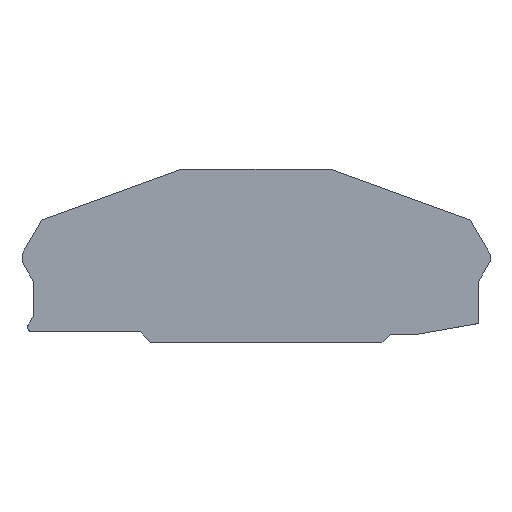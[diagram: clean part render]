
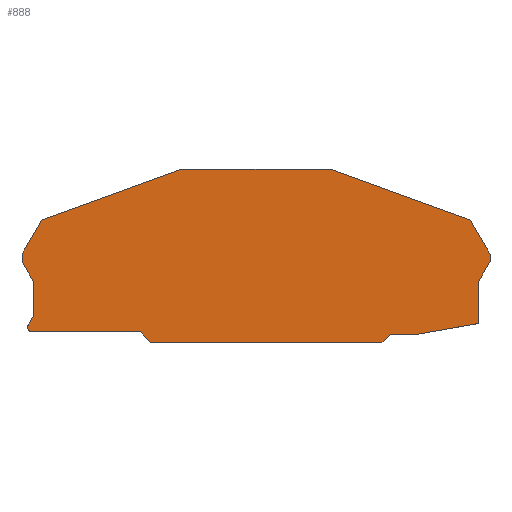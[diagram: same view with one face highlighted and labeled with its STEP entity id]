
A CAD part, top view. The second image highlights one B-rep face of the part: STEP entity #888.
In plain terms, the highlighted planar face has unit normal (0, 0, 1).
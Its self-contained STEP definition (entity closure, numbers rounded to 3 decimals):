
#238=DIRECTION('',(1.,0.,0.));
#239=VECTOR('',#238,19.3);
#240=CARTESIAN_POINT('',(-40.,2.7,2.));
#241=LINE('',#240,#239);
#254=DIRECTION('',(-1.,0.,0.));
#255=VECTOR('',#254,5.028);
#256=CARTESIAN_POINT('',(29.028,2.3,2.));
#257=LINE('',#256,#255);
#258=DIRECTION('',(0.707,0.707,0.));
#259=VECTOR('',#258,2.121);
#260=CARTESIAN_POINT('',(22.5,0.8,2.));
#261=LINE('',#260,#259);
#262=DIRECTION('',(-1.,0.,0.));
#263=VECTOR('',#262,41.3);
#264=CARTESIAN_POINT('',(22.5,0.8,2.));
#265=LINE('',#264,#263);
#266=DIRECTION('',(-0.707,0.707,0.));
#267=VECTOR('',#266,2.687);
#268=CARTESIAN_POINT('',(-18.8,0.8,2.));
#269=LINE('',#268,#267);
#270=CARTESIAN_POINT('',(-40.,3.5,2.));
#271=DIRECTION('',(0.,0.,1.));
#272=DIRECTION('',(-0.866,0.5,0.));
#273=AXIS2_PLACEMENT_3D('',#270,#271,#272);
#275=DIRECTION('',(-0.5,-0.866,0.));
#276=VECTOR('',#275,1.786);
#277=CARTESIAN_POINT('',(-39.8,5.446,2.));
#278=LINE('',#277,#276);
#279=DIRECTION('',(0.,-1.,0.));
#280=VECTOR('',#279,6.314);
#281=CARTESIAN_POINT('',(-39.8,11.76,2.));
#282=LINE('',#281,#280);
#283=DIRECTION('',(0.5,-0.866,0.));
#284=VECTOR('',#283,4.);
#285=CARTESIAN_POINT('',(-41.8,15.224,2.));
#286=LINE('',#285,#284);
#287=DIRECTION('',(0.,1.,0.));
#288=VECTOR('',#287,1.362);
#289=CARTESIAN_POINT('',(-41.8,15.224,2.));
#290=LINE('',#289,#288);
#291=DIRECTION('',(-0.5,-0.866,0.));
#292=VECTOR('',#291,7.);
#293=CARTESIAN_POINT('',(-38.3,22.648,2.));
#294=LINE('',#293,#292);
#295=DIRECTION('',(-0.94,-0.342,0.));
#296=VECTOR('',#295,26.466);
#297=CARTESIAN_POINT('',(-13.43,31.7,2.));
#298=LINE('',#297,#296);
#299=DIRECTION('',(1.,0.,0.));
#300=VECTOR('',#299,26.86);
#301=CARTESIAN_POINT('',(-13.43,31.7,2.));
#302=LINE('',#301,#300);
#303=DIRECTION('',(-0.94,0.342,0.));
#304=VECTOR('',#303,26.466);
#305=CARTESIAN_POINT('',(38.3,22.648,2.));
#306=LINE('',#305,#304);
#307=DIRECTION('',(-0.5,0.866,0.));
#308=VECTOR('',#307,7.);
#309=CARTESIAN_POINT('',(41.8,16.586,2.));
#310=LINE('',#309,#308);
#311=DIRECTION('',(0.,-1.,0.));
#312=VECTOR('',#311,1.362);
#313=CARTESIAN_POINT('',(41.8,16.586,2.));
#314=LINE('',#313,#312);
#315=DIRECTION('',(0.5,0.866,0.));
#316=VECTOR('',#315,4.);
#317=CARTESIAN_POINT('',(39.8,11.76,2.));
#318=LINE('',#317,#316);
#319=DIRECTION('',(0.,-1.,0.));
#320=VECTOR('',#319,7.561);
#321=CARTESIAN_POINT('',(39.8,11.76,2.));
#322=LINE('',#321,#320);
#323=DIRECTION('',(0.985,0.174,0.));
#324=VECTOR('',#323,10.938);
#325=CARTESIAN_POINT('',(29.028,2.3,2.));
#326=LINE('',#325,#324);
#391=CARTESIAN_POINT('',(38.3,22.648,2.));
#392=CARTESIAN_POINT('',(13.43,31.7,2.));
#393=VERTEX_POINT('',#391);
#394=VERTEX_POINT('',#392);
#395=CARTESIAN_POINT('',(-13.43,31.7,2.));
#396=CARTESIAN_POINT('',(-38.3,22.648,2.));
#397=VERTEX_POINT('',#395);
#398=VERTEX_POINT('',#396);
#403=CARTESIAN_POINT('',(41.8,16.586,2.));
#404=VERTEX_POINT('',#403);
#405=CARTESIAN_POINT('',(-41.8,16.586,2.));
#406=VERTEX_POINT('',#405);
#411=CARTESIAN_POINT('',(39.8,11.76,2.));
#412=CARTESIAN_POINT('',(41.8,15.224,2.));
#413=VERTEX_POINT('',#411);
#414=VERTEX_POINT('',#412);
#419=CARTESIAN_POINT('',(-39.8,11.76,2.));
#420=VERTEX_POINT('',#419);
#421=CARTESIAN_POINT('',(-41.8,15.224,2.));
#422=VERTEX_POINT('',#421);
#424=CARTESIAN_POINT('',(39.8,4.199,2.));
#426=VERTEX_POINT('',#424);
#427=CARTESIAN_POINT('',(-40.693,3.9,2.));
#428=CARTESIAN_POINT('',(-40.,2.7,2.));
#429=VERTEX_POINT('',#427);
#430=VERTEX_POINT('',#428);
#436=CARTESIAN_POINT('',(-39.8,5.446,2.));
#438=VERTEX_POINT('',#436);
#483=CARTESIAN_POINT('',(-18.8,0.8,2.));
#484=CARTESIAN_POINT('',(-20.7,2.7,2.));
#485=VERTEX_POINT('',#483);
#486=VERTEX_POINT('',#484);
#493=CARTESIAN_POINT('',(29.028,2.3,2.));
#494=CARTESIAN_POINT('',(24.,2.3,2.));
#495=VERTEX_POINT('',#493);
#496=VERTEX_POINT('',#494);
#497=CARTESIAN_POINT('',(22.5,0.8,2.));
#498=VERTEX_POINT('',#497);
#848=CARTESIAN_POINT('',(0.,0.,2.));
#849=DIRECTION('',(0.,0.,1.));
#850=DIRECTION('',(1.,0.,0.));
#851=AXIS2_PLACEMENT_3D('',#848,#849,#850);
#852=PLANE('',#851);
#853=ORIENTED_EDGE('',*,*,#785,.T.);
#854=ORIENTED_EDGE('',*,*,#800,.F.);
#855=ORIENTED_EDGE('',*,*,#815,.T.);
#856=ORIENTED_EDGE('',*,*,#828,.T.);
#857=ORIENTED_EDGE('',*,*,#839,.F.);
#859=ORIENTED_EDGE('',*,*,#858,.F.);
#861=ORIENTED_EDGE('',*,*,#860,.F.);
#863=ORIENTED_EDGE('',*,*,#862,.F.);
#865=ORIENTED_EDGE('',*,*,#864,.F.);
#867=ORIENTED_EDGE('',*,*,#866,.T.);
#869=ORIENTED_EDGE('',*,*,#868,.F.);
#871=ORIENTED_EDGE('',*,*,#870,.F.);
#873=ORIENTED_EDGE('',*,*,#872,.T.);
#875=ORIENTED_EDGE('',*,*,#874,.F.);
#877=ORIENTED_EDGE('',*,*,#876,.F.);
#879=ORIENTED_EDGE('',*,*,#878,.T.);
#881=ORIENTED_EDGE('',*,*,#880,.F.);
#883=ORIENTED_EDGE('',*,*,#882,.T.);
#885=ORIENTED_EDGE('',*,*,#884,.F.);
#886=EDGE_LOOP('',(#853,#854,#855,#856,#857,#859,#861,#863,#865,#867,#869,#871,
#873,#875,#877,#879,#881,#883,#885));
#887=FACE_OUTER_BOUND('',#886,.F.);
#888=ADVANCED_FACE('',(#887),#852,.T.);
#274=CIRCLE('',#273,0.8);
#785=EDGE_CURVE('',#495,#496,#257,.T.);
#800=EDGE_CURVE('',#498,#496,#261,.T.);
#815=EDGE_CURVE('',#498,#485,#265,.T.);
#828=EDGE_CURVE('',#485,#486,#269,.T.);
#839=EDGE_CURVE('',#430,#486,#241,.T.);
#858=EDGE_CURVE('',#429,#430,#274,.T.);
#860=EDGE_CURVE('',#438,#429,#278,.T.);
#862=EDGE_CURVE('',#420,#438,#282,.T.);
#864=EDGE_CURVE('',#422,#420,#286,.T.);
#866=EDGE_CURVE('',#422,#406,#290,.T.);
#868=EDGE_CURVE('',#398,#406,#294,.T.);
#870=EDGE_CURVE('',#397,#398,#298,.T.);
#872=EDGE_CURVE('',#397,#394,#302,.T.);
#874=EDGE_CURVE('',#393,#394,#306,.T.);
#876=EDGE_CURVE('',#404,#393,#310,.T.);
#878=EDGE_CURVE('',#404,#414,#314,.T.);
#880=EDGE_CURVE('',#413,#414,#318,.T.);
#882=EDGE_CURVE('',#413,#426,#322,.T.);
#884=EDGE_CURVE('',#495,#426,#326,.T.);
